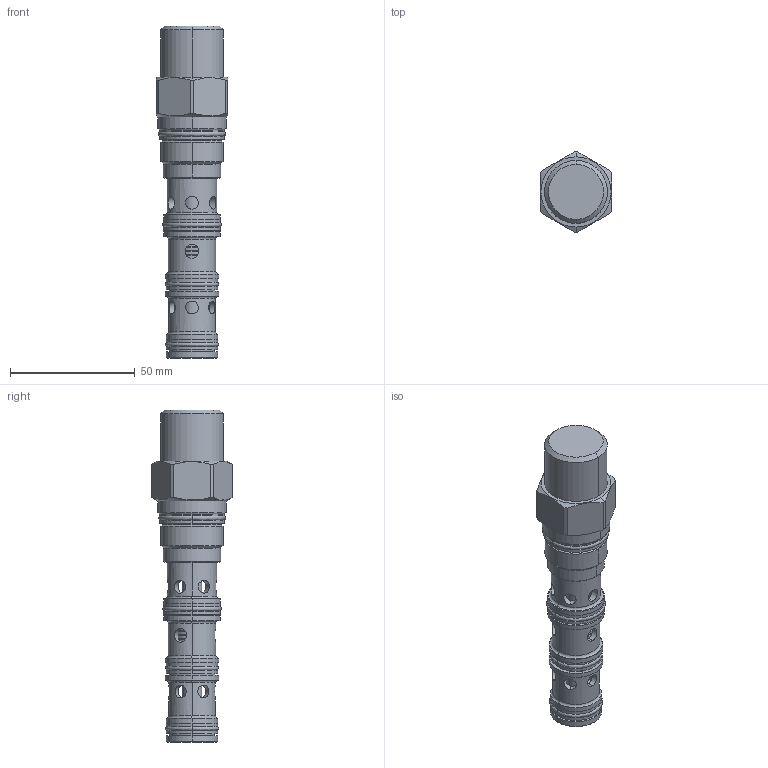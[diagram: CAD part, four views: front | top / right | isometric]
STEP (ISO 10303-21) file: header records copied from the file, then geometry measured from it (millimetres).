
FILE_DESCRIPTION((''),'2;1');
FILE_NAME('DSES-XCN_PRT','2015-01-29T',('Administrator'),(''),'PRO/ENGINEER BY PARAMETRIC TECHNOLOGY CORPORATION, 2006240','PRO/ENGINEER BY PARAMETRIC TECHNOLOGY CORPORATION, 2006240','');
FILE_SCHEMA(('CONFIG_CONTROL_DESIGN'));
Length unit declared in the file: inch
Products named in the file (1): DSES-XCN_PRT
Bounding box: 28.57 x 32.21 x 133.34 mm (x, y, z)
Volume: 49109.9 mm3; surface area: 19959.8 mm2
Topology: 4 solids, 4 shells, 334 faces, 726 edges, 440 vertices
Faces by surface type: cylinder 154, torus 80, plane 58, cone 28, revolution 14
Entity records: 11510 total; most frequent: CARTESIAN_POINT 3978, DIRECTION 1690, ORIENTED_EDGE 1444, AXIS2_PLACEMENT_3D 744, EDGE_CURVE 722, VERTEX_POINT 440, CIRCLE 424, EDGE_LOOP 416
